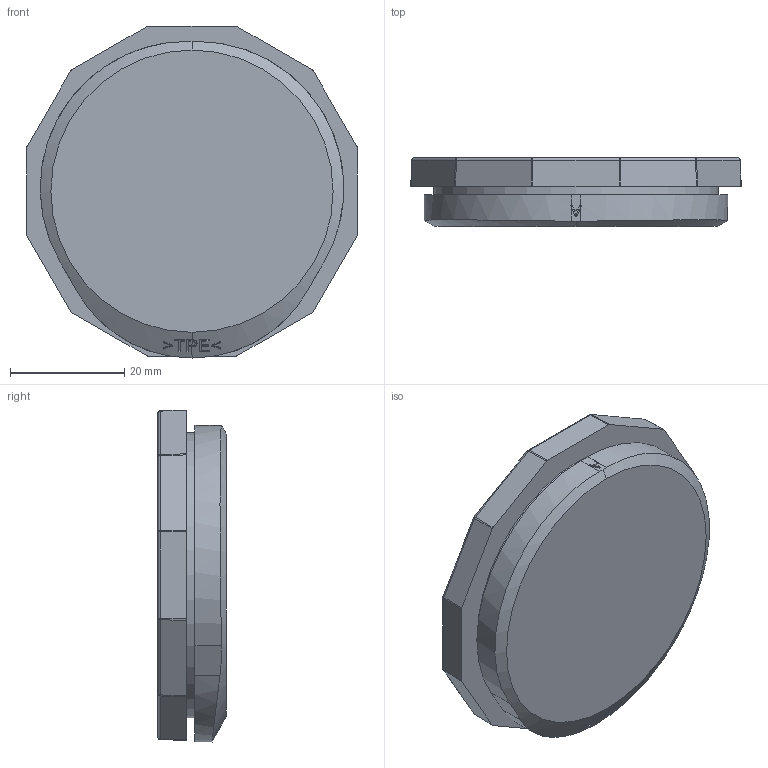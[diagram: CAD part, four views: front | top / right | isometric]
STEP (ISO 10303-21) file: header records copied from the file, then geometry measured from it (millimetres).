
FILE_DESCRIPTION(/* description */ (''),/* implementation_level */ '2;1');
FILE_NAME(/* name */ '28835_6_KES-E-R50_35-A.stp',/* time_stamp */ '2020-04-09T12:31:21+02:00',/* author */ (''),/* organization */ (''),/* preprocessor_version */ 'ST-DEVELOPER v16.7',/* originating_system */ 'SIEMENS PLM Software NX 12.0',/* authorisation */ '');
FILE_SCHEMA (('AUTOMOTIVE_DESIGN { 1 0 10303 214 3 1 1 1 }'));
Length unit declared in the file: millimetre
Products named in the file (1): 28835_6_KES-E-R50_35-A
Bounding box: 57.93 x 12.04 x 58.21 mm (x, y, z)
Volume: 28554.3 mm3; surface area: 8025.1 mm2
Topology: 1 solids, 1 shells, 945 faces, 2484 edges, 1449 vertices
Faces by surface type: plane 379, bspline 177, sphere 164, torus 105, revolution 70, cylinder 28, extrusion 12, cone 10
Full cylindrical faces by diameter (mm): 50 x1
Entity records: 36464 total; most frequent: CARTESIAN_POINT 14863, ORIENTED_EDGE 4638, DIRECTION 4272, EDGE_CURVE 2319, AXIS2_PLACEMENT_3D 1591, VERTEX_POINT 1449, VECTOR 1020, EDGE_LOOP 1018
